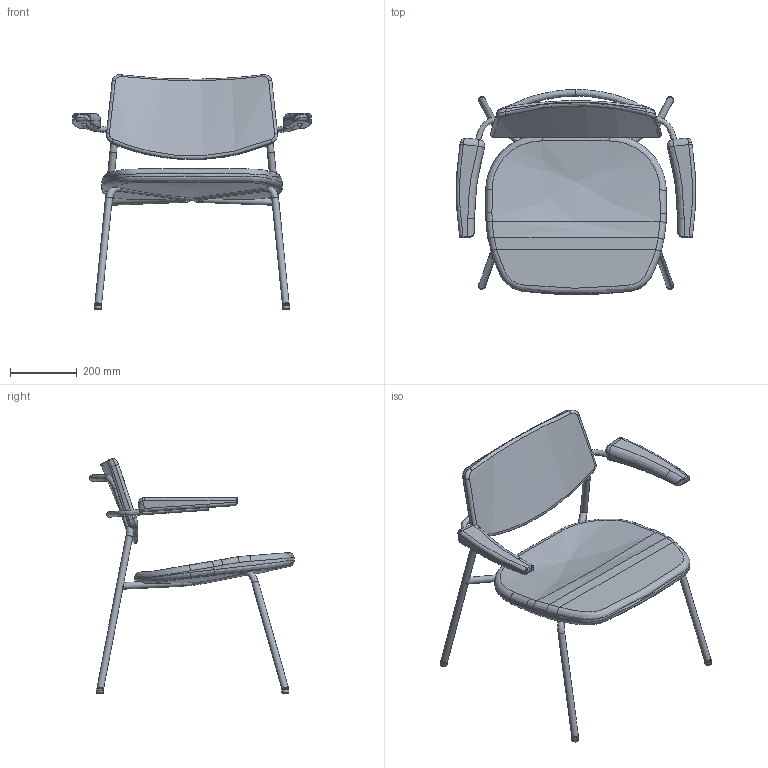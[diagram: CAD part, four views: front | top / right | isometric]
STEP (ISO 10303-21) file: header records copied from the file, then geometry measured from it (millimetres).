
FILE_DESCRIPTION(/* description */ (''),/* implementation_level */ '2;1');
FILE_NAME(/* name */ 'Pipe_CB-585_3D',/* time_stamp */ '2023-10-06T12:42:58+02:00',/* author */ (''),/* organization */ (''),/* preprocessor_version */ 'ST-DEVELOPER v16.5',/* originating_system */ 'Rhino 7.31',/* authorisation */ '');
FILE_SCHEMA (('AUTOMOTIVE_DESIGN'));
Length unit declared in the file: centimetre
Products named in the file (2): Document; Pipe_CB-585
Assembly tree (1 placements, depth 2):
  Document
    Pipe_CB-585
Bounding box: 717.4 x 614.64 x 704.44 mm (x, y, z)
Volume: 13689291.4 mm3; surface area: 1203000.9 mm2
Topology: 12 solids, 20 shells, 215 faces, 455 edges, 270 vertices
Faces by surface type: bspline 123, plane 46, cylinder 46
Full cylindrical faces by diameter (mm): 19.5 x4, 20 x12, 21 x4
Entity records: 15947 total; most frequent: CARTESIAN_POINT 12951, ORIENTED_EDGE 882, EDGE_CURVE 445, VERTEX_POINT 270, EDGE_LOOP 223, ADVANCED_FACE 215, FACE_OUTER_BOUND 215, B_SPLINE_CURVE_WITH_KNOTS 186
